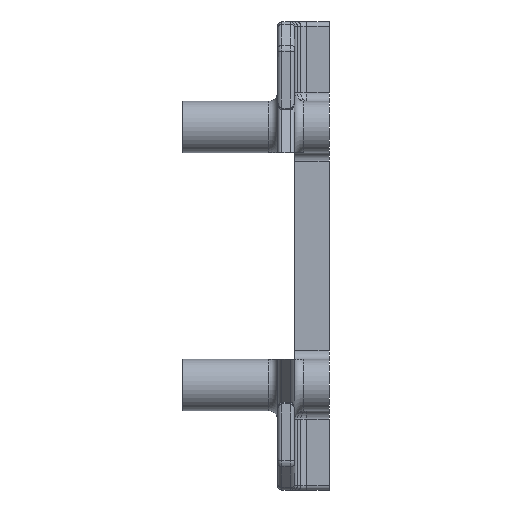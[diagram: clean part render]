
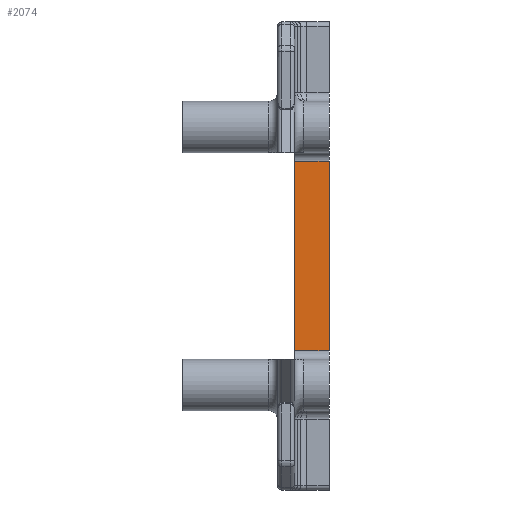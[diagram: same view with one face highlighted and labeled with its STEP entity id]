
A CAD part, left-side view. The second image highlights one B-rep face of the part: STEP entity #2074.
In plain terms, the highlighted planar face has unit normal (-1, 0, 0).
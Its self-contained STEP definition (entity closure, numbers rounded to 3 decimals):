
#19 = DIRECTION ( 'NONE',  ( 0., -1., 0. ) ) ;
#218 = AXIS2_PLACEMENT_3D ( 'NONE', #1494, #3918, #6320 ) ;
#504 = LINE ( 'NONE', #2911, #673 ) ;
#673 = VECTOR ( 'NONE', #19, 1000. ) ;
#679 = CARTESIAN_POINT ( 'NONE',  ( -17.2, 0., -11. ) ) ;
#1211 = LINE ( 'NONE', #3590, #6173 ) ;
#1494 = CARTESIAN_POINT ( 'NONE',  ( -17.2, 4., 0. ) ) ;
#1616 = EDGE_CURVE ( 'NONE', #2930, #7590, #3094, .T. ) ;
#2074 = ADVANCED_FACE ( 'NONE', ( #7625 ), #6913, .T. ) ;
#2539 = EDGE_LOOP ( 'NONE', ( #7557, #3412, #5961, #4640 ) ) ;
#2911 = CARTESIAN_POINT ( 'NONE',  ( -17.2, 4., -11. ) ) ;
#2930 = VERTEX_POINT ( 'NONE', #4159 ) ;
#3094 = LINE ( 'NONE', #6842, #3711 ) ;
#3280 = EDGE_CURVE ( 'NONE', #3676, #4035, #1211, .T. ) ;
#3412 = ORIENTED_EDGE ( 'NONE', *, *, #6184, .T. ) ;
#3590 = CARTESIAN_POINT ( 'NONE',  ( -17.2, 0., 0. ) ) ;
#3608 = CARTESIAN_POINT ( 'NONE',  ( -17.2, 0., 11. ) ) ;
#3676 = VERTEX_POINT ( 'NONE', #3608 ) ;
#3711 = VECTOR ( 'NONE', #5663, 1000. ) ;
#3918 = DIRECTION ( 'NONE',  ( -1., 0., 0. ) ) ;
#3998 = CARTESIAN_POINT ( 'NONE',  ( -17.2, 4., -11. ) ) ;
#4035 = VERTEX_POINT ( 'NONE', #679 ) ;
#4159 = CARTESIAN_POINT ( 'NONE',  ( -17.2, 4., 11. ) ) ;
#4640 = ORIENTED_EDGE ( 'NONE', *, *, #6486, .T. ) ;
#4706 = VECTOR ( 'NONE', #4924, 1000. ) ;
#4924 = DIRECTION ( 'NONE',  ( 0., 1., 0. ) ) ;
#5663 = DIRECTION ( 'NONE',  ( 0., 0., -1. ) ) ;
#5961 = ORIENTED_EDGE ( 'NONE', *, *, #1616, .T. ) ;
#6173 = VECTOR ( 'NONE', #7223, 1000. ) ;
#6184 = EDGE_CURVE ( 'NONE', #3676, #2930, #6780, .T. ) ;
#6320 = DIRECTION ( 'NONE',  ( 0., 0., 1. ) ) ;
#6486 = EDGE_CURVE ( 'NONE', #7590, #4035, #504, .T. ) ;
#6780 = LINE ( 'NONE', #7454, #4706 ) ;
#6842 = CARTESIAN_POINT ( 'NONE',  ( -17.2, 4., 0. ) ) ;
#6913 = PLANE ( 'NONE',  #218 ) ;
#7223 = DIRECTION ( 'NONE',  ( 0., 0., -1. ) ) ;
#7454 = CARTESIAN_POINT ( 'NONE',  ( -17.2, 4., 11. ) ) ;
#7557 = ORIENTED_EDGE ( 'NONE', *, *, #3280, .F. ) ;
#7590 = VERTEX_POINT ( 'NONE', #3998 ) ;
#7625 = FACE_OUTER_BOUND ( 'NONE', #2539, .T. ) ;
